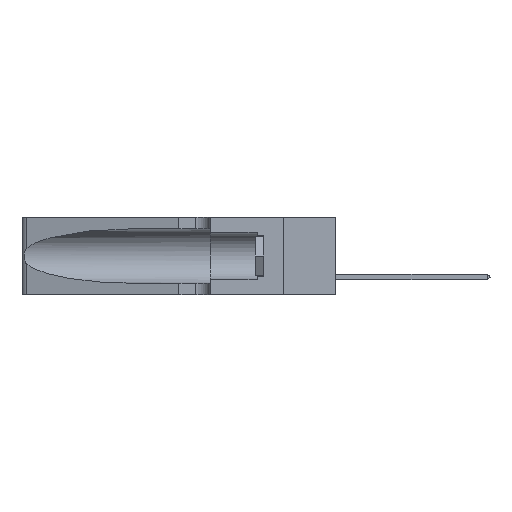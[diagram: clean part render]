
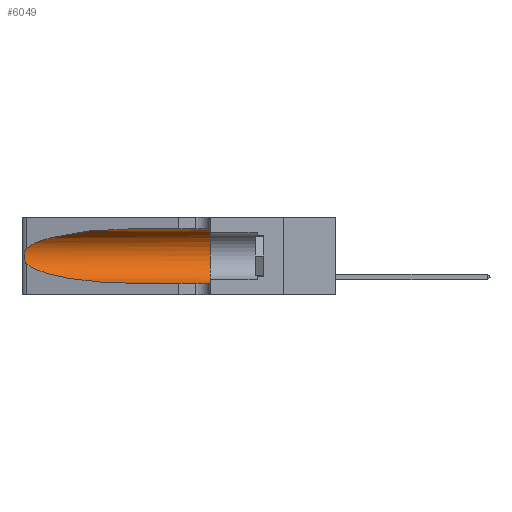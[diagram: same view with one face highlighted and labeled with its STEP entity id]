
A CAD part, left-side view. The second image highlights one B-rep face of the part: STEP entity #6049.
In plain terms, the highlighted cylindrical face has radius 3.308 mm (diameter 6.617 mm), a partial arc.
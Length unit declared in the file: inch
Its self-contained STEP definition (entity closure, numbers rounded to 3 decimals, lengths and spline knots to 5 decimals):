
#1637 = CARTESIAN_POINT ( 'NONE',  ( 0.26017, 1.23833, 0.17102 ) ) ;
#1667 =( BOUNDED_CURVE ( )  B_SPLINE_CURVE ( 3, ( #8349, #29527, #13639, #32169 ),
 .UNSPECIFIED., .F., .F. ) 
 B_SPLINE_CURVE_WITH_KNOTS ( ( 4, 4 ),
 ( 3.44316, 4.71239 ),
 .UNSPECIFIED. ) 
 CURVE ( )  GEOMETRIC_REPRESENTATION_ITEM ( )  RATIONAL_B_SPLINE_CURVE ( ( 1., 0.87, 0.87, 1. ) ) 
 REPRESENTATION_ITEM ( '' )  );
#2244 = VERTEX_POINT ( 'NONE', #29985 ) ;
#2878 = CARTESIAN_POINT ( 'NONE',  ( 0.1305, 0.35, 0.185 ) ) ;
#3537 = EDGE_LOOP ( 'NONE', ( #25836, #10303, #12829, #22777, #23566, #17402 ) ) ;
#4083 = LINE ( 'NONE', #4119, #27365 ) ;
#4086 = CARTESIAN_POINT ( 'NONE',  ( 0.25487, 1.22718, 0.14631 ) ) ;
#4111 = AXIS2_PLACEMENT_3D ( 'NONE', #2878, #32113, #5308 ) ;
#4119 = CARTESIAN_POINT ( 'NONE',  ( 0.1305, 1.61858, 0.05475 ) ) ;
#4267 = FACE_OUTER_BOUND ( 'NONE', #3537, .T. ) ;
#4420 = B_SPLINE_CURVE_WITH_KNOTS ( 'NONE', 3,
 ( #32315, #24435, #21985, #16990, #9164, #27781, #29990, #8824, #1637, #28249, #23011, #25692, #30556, #25331 ),
 .UNSPECIFIED., .F., .F.,
 ( 4, 2, 2, 2, 2, 2, 4 ),
 ( 0., 0.00027, 0.00053, 0.00107, 0.0016, 0.00187, 0.00214 ),
 .UNSPECIFIED. ) ;
#5308 = DIRECTION ( 'NONE',  ( 0., 0., 1. ) ) ;
#6049 = ADVANCED_FACE ( 'NONE', ( #4267 ), #27550, .F. ) ;
#7025 = VERTEX_POINT ( 'NONE', #23730 ) ;
#7117 = CIRCLE ( 'NONE', #4111, 0.13025 ) ;
#7304 = DIRECTION ( 'NONE',  ( 0., -1., 0. ) ) ;
#7679 = VERTEX_POINT ( 'NONE', #12592 ) ;
#8349 = CARTESIAN_POINT ( 'NONE',  ( 0.25487, 1.22718, 0.14631 ) ) ;
#8410 = DIRECTION ( 'NONE',  ( 0., -1., 0. ) ) ;
#8824 = CARTESIAN_POINT ( 'NONE',  ( 0.26075, 1.23896, 0.178 ) ) ;
#9164 = CARTESIAN_POINT ( 'NONE',  ( 0.25854, 1.2359, 0.20912 ) ) ;
#10231 = DIRECTION ( 'NONE',  ( 0., 0., -1. ) ) ;
#10303 = ORIENTED_EDGE ( 'NONE', *, *, #18666, .T. ) ;
#11132 = CARTESIAN_POINT ( 'NONE',  ( 0.1305, 0.35, 0.05475 ) ) ;
#11630 = AXIS2_PLACEMENT_3D ( 'NONE', #23693, #7304, #10231 ) ;
#12592 = CARTESIAN_POINT ( 'NONE',  ( 0.1305, 0.35, 0.31525 ) ) ;
#12829 = ORIENTED_EDGE ( 'NONE', *, *, #23355, .T. ) ;
#13639 = CARTESIAN_POINT ( 'NONE',  ( 0.18966, 0.96281, 0.05475 ) ) ;
#14167 = CARTESIAN_POINT ( 'NONE',  ( 0.2373, 1.15595, 0.28018 ) ) ;
#15311 = VERTEX_POINT ( 'NONE', #19502 ) ;
#16586 = CARTESIAN_POINT ( 'NONE',  ( 0.1305, 0.72297, 0.31525 ) ) ;
#16929 = CARTESIAN_POINT ( 'NONE',  ( 0.25487, 1.22718, 0.22369 ) ) ;
#16990 = CARTESIAN_POINT ( 'NONE',  ( 0.25787, 1.23484, 0.2124 ) ) ;
#17402 = ORIENTED_EDGE ( 'NONE', *, *, #22174, .F. ) ;
#18666 = EDGE_CURVE ( 'NONE', #15311, #27629, #4420, .T. ) ;
#19502 = CARTESIAN_POINT ( 'NONE',  ( 0.25487, 1.22718, 0.22369 ) ) ;
#21359 = VECTOR ( 'NONE', #8410, 39.37008 ) ;
#21985 = CARTESIAN_POINT ( 'NONE',  ( 0.25639, 1.23184, 0.21858 ) ) ;
#22174 = EDGE_CURVE ( 'NONE', #7025, #7679, #24691, .T. ) ;
#22777 = ORIENTED_EDGE ( 'NONE', *, *, #30315, .T. ) ;
#22928 = DIRECTION ( 'NONE',  ( 0., -1., 0. ) ) ;
#23011 = CARTESIAN_POINT ( 'NONE',  ( 0.25789, 1.23486, 0.15765 ) ) ;
#23355 = EDGE_CURVE ( 'NONE', #27629, #2244, #1667, .T. ) ;
#23566 = ORIENTED_EDGE ( 'NONE', *, *, #26091, .F. ) ;
#23693 = CARTESIAN_POINT ( 'NONE',  ( 0.1305, 1.61858, 0.185 ) ) ;
#23730 = CARTESIAN_POINT ( 'NONE',  ( 0.1305, 0.72297, 0.31525 ) ) ;
#24250 = EDGE_CURVE ( 'NONE', #7025, #15311, #29986, .T. ) ;
#24355 = CARTESIAN_POINT ( 'NONE',  ( 0.1305, 1.61858, 0.31525 ) ) ;
#24435 = CARTESIAN_POINT ( 'NONE',  ( 0.25555, 1.22994, 0.2215 ) ) ;
#24691 = LINE ( 'NONE', #24355, #21359 ) ;
#25331 = CARTESIAN_POINT ( 'NONE',  ( 0.25487, 1.22718, 0.14631 ) ) ;
#25692 = CARTESIAN_POINT ( 'NONE',  ( 0.25639, 1.23186, 0.15144 ) ) ;
#25836 = ORIENTED_EDGE ( 'NONE', *, *, #24250, .T. ) ;
#26091 = EDGE_CURVE ( 'NONE', #7679, #34226, #7117, .T. ) ;
#27365 = VECTOR ( 'NONE', #22928, 39.37008 ) ;
#27550 = CYLINDRICAL_SURFACE ( 'NONE', #11630, 0.13025 ) ;
#27629 = VERTEX_POINT ( 'NONE', #4086 ) ;
#27781 = CARTESIAN_POINT ( 'NONE',  ( 0.26018, 1.23835, 0.19895 ) ) ;
#28249 = CARTESIAN_POINT ( 'NONE',  ( 0.25856, 1.23593, 0.16098 ) ) ;
#29527 = CARTESIAN_POINT ( 'NONE',  ( 0.2373, 1.15595, 0.08982 ) ) ;
#29985 = CARTESIAN_POINT ( 'NONE',  ( 0.1305, 0.72297, 0.05475 ) ) ;
#29986 =( BOUNDED_CURVE ( )  B_SPLINE_CURVE ( 3, ( #16586, #32812, #14167, #16929 ),
 .UNSPECIFIED., .F., .F. ) 
 B_SPLINE_CURVE_WITH_KNOTS ( ( 4, 4 ),
 ( 1.5708, 2.84003 ),
 .UNSPECIFIED. ) 
 CURVE ( )  GEOMETRIC_REPRESENTATION_ITEM ( )  RATIONAL_B_SPLINE_CURVE ( ( 1., 0.87, 0.87, 1. ) ) 
 REPRESENTATION_ITEM ( '' )  );
#29990 = CARTESIAN_POINT ( 'NONE',  ( 0.26075, 1.23896, 0.19203 ) ) ;
#30315 = EDGE_CURVE ( 'NONE', #2244, #34226, #4083, .T. ) ;
#30556 = CARTESIAN_POINT ( 'NONE',  ( 0.25555, 1.22993, 0.14849 ) ) ;
#32113 = DIRECTION ( 'NONE',  ( 0., 1., 0. ) ) ;
#32169 = CARTESIAN_POINT ( 'NONE',  ( 0.1305, 0.72297, 0.05475 ) ) ;
#32315 = CARTESIAN_POINT ( 'NONE',  ( 0.25487, 1.22718, 0.22369 ) ) ;
#32812 = CARTESIAN_POINT ( 'NONE',  ( 0.18966, 0.96281, 0.31525 ) ) ;
#34226 = VERTEX_POINT ( 'NONE', #11132 ) ;
